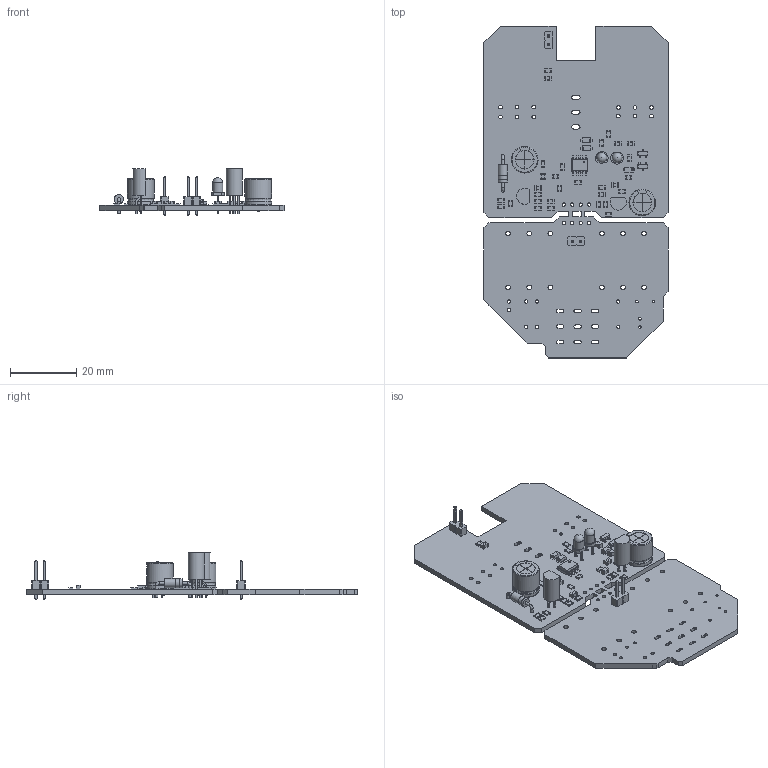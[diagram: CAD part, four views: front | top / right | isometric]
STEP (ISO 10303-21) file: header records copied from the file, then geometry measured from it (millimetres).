
FILE_DESCRIPTION(('KiCad electronic assembly'),'2;1');
FILE_NAME('GreenBean-3D_.step','2023-08-09T07:33:36',('Pcbnew'),('Kicad' ),'Open CASCADE STEP processor 7.5','KiCad to STEP converter', 'Unknown');
FILE_SCHEMA(('AUTOMOTIVE_DESIGN { 1 0 10303 214 1 1 1 1 }'));
Length unit declared in the file: millimetre
Products named in the file (22): GreenBean-3D_ 1; PinHeader_1x02_P2.54mm_Vertical; SOLID; R_0805_2012Metric; LED_D3.0mm; C_0805_2012Metric; SO-8_3.9x4.9mm_P1.27mm; COMPOUND; D_SOD-123F; CP_Radial_D8.0mm_P2.50mm; TO-92L; SOT-23; D_DO-41_SOD81_P10.16mm_Horizontal; tmpuz4wq7k9 PCB
Assembly tree (56 placements, depth 3):
  GreenBean-3D_ 1
    PinHeader_1x02_P2.54mm_Vertical  x2
      SOLID
    R_0805_2012Metric  x19
      SOLID
    LED_D3.0mm  x2
      SOLID
    C_0805_2012Metric  x11
      SOLID
    SO-8_3.9x4.9mm_P1.27mm
      COMPOUND
    D_SOD-123F  x3
      SOLID
    CP_Radial_D8.0mm_P2.50mm  x2
      SOLID
    TO-92L  x2
      SOLID
    SOT-23  x2
      SOLID
    D_DO-41_SOD81_P10.16mm_Horizontal
      SOLID
    tmpuz4wq7k9 PCB
Bounding box: 55.5 x 100 x 14 mm (x, y, z)
Volume: 9279.1 mm3; surface area: 13079.2 mm2
Topology: 55 solids, 57 shells, 1953 faces, 5063 edges, 3276 vertices
Faces by surface type: plane 1368, cylinder 449, bspline 116, revolution 12, torus 6, sphere 2
Full cylindrical faces by diameter (mm): 0.4 x2, 0.5 x4, 0.75 x6, 0.8 x12, 0.9 x4, 1 x12, 1.001 x8, 1.1 x14, 1.4 x12, 2.7 x2, 2.72 x1, 3 x2
Entity records: 66118 total; most frequent: CARTESIAN_POINT 13598, DIRECTION 9144, LINE 6530, VECTOR 6530, ORIENTED_EDGE 4954, PCURVE 4954, DEFINITIONAL_REPRESENTATION 4954, EDGE_CURVE 2477
